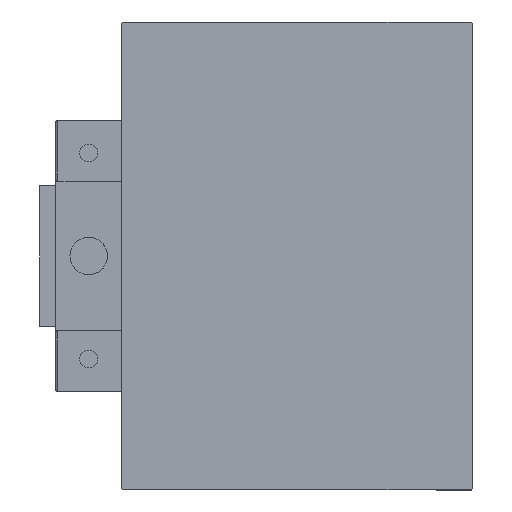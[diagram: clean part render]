
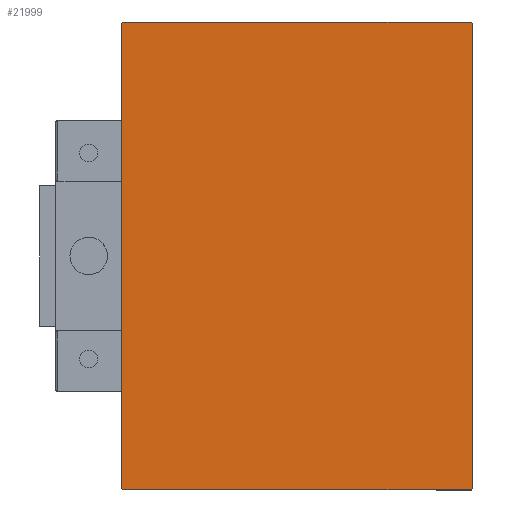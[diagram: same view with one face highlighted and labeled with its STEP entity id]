
A CAD part, left-side view. The second image highlights one B-rep face of the part: STEP entity #21999.
In plain terms, the highlighted face is planar.
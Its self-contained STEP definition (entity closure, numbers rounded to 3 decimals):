
#479 = CARTESIAN_POINT ( 'NONE',  ( 153., 37.5, -49.7 ) ) ;
#521 = DIRECTION ( 'NONE',  ( 0., 0., -1. ) ) ;
#628 = VECTOR ( 'NONE', #10839, 1000. ) ;
#781 = CARTESIAN_POINT ( 'NONE',  ( 153., 0., 0. ) ) ;
#978 = CARTESIAN_POINT ( 'NONE',  ( 153., -37.5, 50. ) ) ;
#1308 = EDGE_CURVE ( 'NONE', #48413, #42316, #13057, .T. ) ;
#3019 = LINE ( 'NONE', #45907, #46137 ) ;
#3707 = ORIENTED_EDGE ( 'NONE', *, *, #38383, .T. ) ;
#4119 = DIRECTION ( 'NONE',  ( 0., 0.707, -0.707 ) ) ;
#4393 = PLANE ( 'NONE',  #43336 ) ;
#4647 = FACE_OUTER_BOUND ( 'NONE', #43142, .T. ) ;
#5350 = EDGE_CURVE ( 'NONE', #9103, #49572, #45667, .T. ) ;
#7858 = ORIENTED_EDGE ( 'NONE', *, *, #22837, .T. ) ;
#7909 = EDGE_CURVE ( 'NONE', #8357, #10026, #25365, .T. ) ;
#7970 = CARTESIAN_POINT ( 'NONE',  ( 153., 37.2, 50. ) ) ;
#8357 = VERTEX_POINT ( 'NONE', #7970 ) ;
#9103 = VERTEX_POINT ( 'NONE', #16343 ) ;
#10026 = VERTEX_POINT ( 'NONE', #23163 ) ;
#10839 = DIRECTION ( 'NONE',  ( 0., -0.707, 0.707 ) ) ;
#11517 = EDGE_CURVE ( 'NONE', #49558, #48716, #3019, .T. ) ;
#11548 = VECTOR ( 'NONE', #28717, 1000. ) ;
#13057 = LINE ( 'NONE', #978, #11548 ) ;
#13988 = ORIENTED_EDGE ( 'NONE', *, *, #11517, .T. ) ;
#14106 = CARTESIAN_POINT ( 'NONE',  ( 153., -37.5, -50. ) ) ;
#15463 = LINE ( 'NONE', #31129, #628 ) ;
#16343 = CARTESIAN_POINT ( 'NONE',  ( 153., -37.2, -50. ) ) ;
#18897 = VECTOR ( 'NONE', #22015, 1000. ) ;
#19300 = DIRECTION ( 'NONE',  ( 0., 0.707, 0.707 ) ) ;
#20295 = CARTESIAN_POINT ( 'NONE',  ( 153., -43.6, -43.6 ) ) ;
#21999 = ADVANCED_FACE ( 'NONE', ( #4647 ), #4393, .T. ) ;
#22015 = DIRECTION ( 'NONE',  ( 0., -0.707, -0.707 ) ) ;
#22837 = EDGE_CURVE ( 'NONE', #48716, #8357, #15463, .T. ) ;
#23163 = CARTESIAN_POINT ( 'NONE',  ( 153., -37.2, 50. ) ) ;
#25365 = LINE ( 'NONE', #40753, #43595 ) ;
#25664 = DIRECTION ( 'NONE',  ( 0., 1., 0. ) ) ;
#28717 = DIRECTION ( 'NONE',  ( 0., 0., -1. ) ) ;
#29834 = VECTOR ( 'NONE', #25664, 1000. ) ;
#29968 = LINE ( 'NONE', #46112, #18897 ) ;
#30985 = VECTOR ( 'NONE', #4119, 1000. ) ;
#31129 = CARTESIAN_POINT ( 'NONE',  ( 153., 43.6, 43.6 ) ) ;
#32196 = ORIENTED_EDGE ( 'NONE', *, *, #39673, .T. ) ;
#33505 = EDGE_CURVE ( 'NONE', #42316, #9103, #39302, .T. ) ;
#37637 = ORIENTED_EDGE ( 'NONE', *, *, #7909, .T. ) ;
#37787 = ORIENTED_EDGE ( 'NONE', *, *, #1308, .T. ) ;
#38383 = EDGE_CURVE ( 'NONE', #10026, #48413, #29968, .T. ) ;
#39302 = LINE ( 'NONE', #20295, #30985 ) ;
#39673 = EDGE_CURVE ( 'NONE', #49572, #49558, #42898, .T. ) ;
#40253 = VECTOR ( 'NONE', #19300, 1000. ) ;
#40753 = CARTESIAN_POINT ( 'NONE',  ( 153., 37.5, 50. ) ) ;
#41002 = DIRECTION ( 'NONE',  ( 0., -1., 0. ) ) ;
#42316 = VERTEX_POINT ( 'NONE', #50220 ) ;
#42854 = CARTESIAN_POINT ( 'NONE',  ( 153., 37.2, -50. ) ) ;
#42898 = LINE ( 'NONE', #44095, #40253 ) ;
#43142 = EDGE_LOOP ( 'NONE', ( #44595, #32196, #13988, #7858, #37637, #3707, #37787, #43285 ) ) ;
#43285 = ORIENTED_EDGE ( 'NONE', *, *, #33505, .T. ) ;
#43336 = AXIS2_PLACEMENT_3D ( 'NONE', #781, #47528, #521 ) ;
#43595 = VECTOR ( 'NONE', #41002, 1000. ) ;
#44095 = CARTESIAN_POINT ( 'NONE',  ( 153., 43.6, -43.6 ) ) ;
#44595 = ORIENTED_EDGE ( 'NONE', *, *, #5350, .T. ) ;
#45667 = LINE ( 'NONE', #14106, #29834 ) ;
#45907 = CARTESIAN_POINT ( 'NONE',  ( 153., 37.5, -50. ) ) ;
#45950 = CARTESIAN_POINT ( 'NONE',  ( 153., -37.5, 49.7 ) ) ;
#46112 = CARTESIAN_POINT ( 'NONE',  ( 153., -43.6, 43.6 ) ) ;
#46137 = VECTOR ( 'NONE', #46668, 1000. ) ;
#46668 = DIRECTION ( 'NONE',  ( 0., 0., 1. ) ) ;
#47344 = CARTESIAN_POINT ( 'NONE',  ( 153., 37.5, 49.7 ) ) ;
#47528 = DIRECTION ( 'NONE',  ( 1., 0., 0. ) ) ;
#48413 = VERTEX_POINT ( 'NONE', #45950 ) ;
#48716 = VERTEX_POINT ( 'NONE', #47344 ) ;
#49558 = VERTEX_POINT ( 'NONE', #479 ) ;
#49572 = VERTEX_POINT ( 'NONE', #42854 ) ;
#50220 = CARTESIAN_POINT ( 'NONE',  ( 153., -37.5, -49.7 ) ) ;
